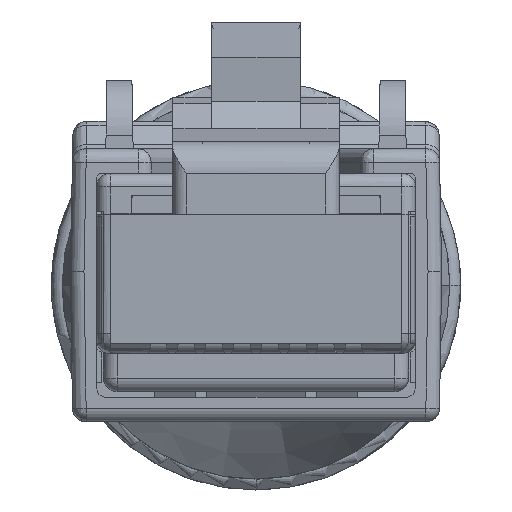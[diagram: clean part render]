
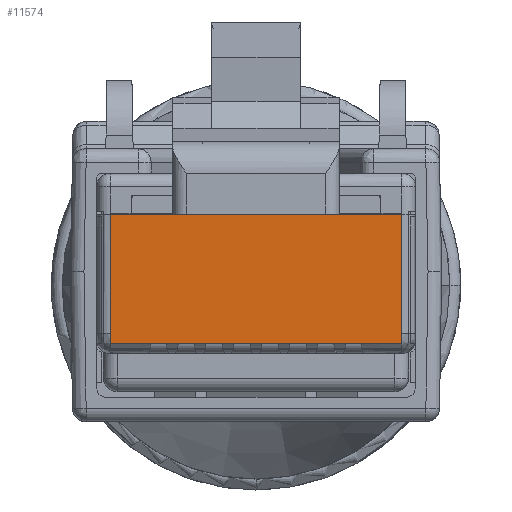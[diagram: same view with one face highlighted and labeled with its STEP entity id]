
A CAD part, front view. The second image highlights one B-rep face of the part: STEP entity #11574.
In plain terms, the highlighted planar face has unit normal (0, -0.999, -0.035).
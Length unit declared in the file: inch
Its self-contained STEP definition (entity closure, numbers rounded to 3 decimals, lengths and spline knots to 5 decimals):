
#29 = CARTESIAN_POINT ( 'NONE',  ( 0.21024, -0.52786, -0.06955 ) ) ;
#97 = ORIENTED_EDGE ( 'NONE', *, *, #8601, .F. ) ;
#955 = DIRECTION ( 'NONE',  ( -1., 0., 0. ) ) ;
#1211 = VERTEX_POINT ( 'NONE', #13129 ) ;
#1398 = CARTESIAN_POINT ( 'NONE',  ( 0., -0.53386, 0.10236 ) ) ;
#1559 = FACE_OUTER_BOUND ( 'NONE', #11658, .T. ) ;
#1925 = CARTESIAN_POINT ( 'NONE',  ( -0.21024, -0.52786, -0.06955 ) ) ;
#1935 = ORIENTED_EDGE ( 'NONE', *, *, #15241, .F. ) ;
#2032 = EDGE_CURVE ( 'NONE', #15566, #16944, #14714, .T. ) ;
#2198 = CARTESIAN_POINT ( 'NONE',  ( -0.21024, -0.52733, -0.08449 ) ) ;
#2280 = VECTOR ( 'NONE', #11617, 39.37008 ) ;
#3489 = CARTESIAN_POINT ( 'NONE',  ( 0.12008, -0.53386, 0.10236 ) ) ;
#3643 = VERTEX_POINT ( 'NONE', #3979 ) ;
#3979 = CARTESIAN_POINT ( 'NONE',  ( -0.12008, -0.53386, 0.10236 ) ) ;
#4447 = CARTESIAN_POINT ( 'NONE',  ( -0.21024, -0.52773, -0.07299 ) ) ;
#5044 = CARTESIAN_POINT ( 'NONE',  ( 0.21024, -0.53386, 0.10236 ) ) ;
#5213 = B_SPLINE_CURVE_WITH_KNOTS ( 'NONE', 3,
 ( #5879, #12514, #14252, #11928 ),
 .UNSPECIFIED., .F., .F.,
 ( 4, 4 ),
 ( 0., 1. ),
 .UNSPECIFIED. ) ;
#5357 = VERTEX_POINT ( 'NONE', #2198 ) ;
#5497 = DIRECTION ( 'NONE',  ( 0., 0.999, 0.035 ) ) ;
#5536 = DIRECTION ( 'NONE',  ( 1., 0., 0. ) ) ;
#5683 = CARTESIAN_POINT ( 'NONE',  ( 0., -0.53086, 0.01641 ) ) ;
#5711 = ORIENTED_EDGE ( 'NONE', *, *, #6931, .F. ) ;
#5873 = DIRECTION ( 'NONE',  ( 0., -0.035, 0.999 ) ) ;
#5879 = CARTESIAN_POINT ( 'NONE',  ( 0.21024, -0.53386, 0.10236 ) ) ;
#5902 = LINE ( 'NONE', #1398, #10431 ) ;
#6318 = VECTOR ( 'NONE', #10432, 39.37008 ) ;
#6447 = VERTEX_POINT ( 'NONE', #29 ) ;
#6652 = LINE ( 'NONE', #13735, #16496 ) ;
#6656 = ORIENTED_EDGE ( 'NONE', *, *, #2032, .F. ) ;
#6809 = ORIENTED_EDGE ( 'NONE', *, *, #16778, .F. ) ;
#6931 = EDGE_CURVE ( 'NONE', #5357, #18365, #11592, .T. ) ;
#7015 = LINE ( 'NONE', #8327, #10327 ) ;
#7043 = AXIS2_PLACEMENT_3D ( 'NONE', #5683, #5497, #5873 ) ;
#7098 = DIRECTION ( 'NONE',  ( 1., 0., 0. ) ) ;
#7258 = PLANE ( 'NONE',  #7043 ) ;
#7296 = CARTESIAN_POINT ( 'NONE',  ( 0.21024, -0.52733, -0.08449 ) ) ;
#7298 = EDGE_CURVE ( 'NONE', #3643, #15566, #5902, .T. ) ;
#8327 = CARTESIAN_POINT ( 'NONE',  ( -0.21024, -0.53386, 0.10236 ) ) ;
#8601 = EDGE_CURVE ( 'NONE', #16944, #6447, #5213, .T. ) ;
#8849 = CARTESIAN_POINT ( 'NONE',  ( 0., -0.53386, 0.10236 ) ) ;
#9164 = ORIENTED_EDGE ( 'NONE', *, *, #11931, .F. ) ;
#9165 = DIRECTION ( 'NONE',  ( 0., 0.035, -0.999 ) ) ;
#10307 = LINE ( 'NONE', #4447, #2280 ) ;
#10327 = VECTOR ( 'NONE', #5536, 39.37008 ) ;
#10431 = VECTOR ( 'NONE', #7098, 39.37008 ) ;
#10432 = DIRECTION ( 'NONE',  ( 1., 0., 0. ) ) ;
#11574 = ADVANCED_FACE ( 'NONE', ( #1559 ), #7258, .F. ) ;
#11592 = LINE ( 'NONE', #17261, #14294 ) ;
#11617 = DIRECTION ( 'NONE',  ( 0., -0.035, 0.999 ) ) ;
#11658 = EDGE_LOOP ( 'NONE', ( #6656, #13068, #1935, #9164, #5711, #12852, #6809, #97 ) ) ;
#11928 = CARTESIAN_POINT ( 'NONE',  ( 0.21024, -0.52786, -0.06955 ) ) ;
#11931 = EDGE_CURVE ( 'NONE', #18365, #1211, #10307, .T. ) ;
#12146 = CARTESIAN_POINT ( 'NONE',  ( 0.21024, -0.52786, -0.06955 ) ) ;
#12514 = CARTESIAN_POINT ( 'NONE',  ( 0.21024, -0.53186, 0.04506 ) ) ;
#12852 = ORIENTED_EDGE ( 'NONE', *, *, #17831, .F. ) ;
#13068 = ORIENTED_EDGE ( 'NONE', *, *, #7298, .F. ) ;
#13129 = CARTESIAN_POINT ( 'NONE',  ( -0.21024, -0.53386, 0.10236 ) ) ;
#13360 = LINE ( 'NONE', #12146, #17712 ) ;
#13735 = CARTESIAN_POINT ( 'NONE',  ( 0., -0.52733, -0.08449 ) ) ;
#14173 = VERTEX_POINT ( 'NONE', #7296 ) ;
#14252 = CARTESIAN_POINT ( 'NONE',  ( 0.21024, -0.52986, -0.01224 ) ) ;
#14294 = VECTOR ( 'NONE', #16978, 39.37008 ) ;
#14714 = LINE ( 'NONE', #8849, #6318 ) ;
#15241 = EDGE_CURVE ( 'NONE', #1211, #3643, #7015, .T. ) ;
#15566 = VERTEX_POINT ( 'NONE', #3489 ) ;
#16496 = VECTOR ( 'NONE', #955, 39.37008 ) ;
#16778 = EDGE_CURVE ( 'NONE', #6447, #14173, #13360, .T. ) ;
#16944 = VERTEX_POINT ( 'NONE', #5044 ) ;
#16978 = DIRECTION ( 'NONE',  ( 0., -0.035, 0.999 ) ) ;
#17261 = CARTESIAN_POINT ( 'NONE',  ( -0.21024, -0.53086, 0.01641 ) ) ;
#17712 = VECTOR ( 'NONE', #9165, 39.37008 ) ;
#17831 = EDGE_CURVE ( 'NONE', #14173, #5357, #6652, .T. ) ;
#18365 = VERTEX_POINT ( 'NONE', #1925 ) ;
